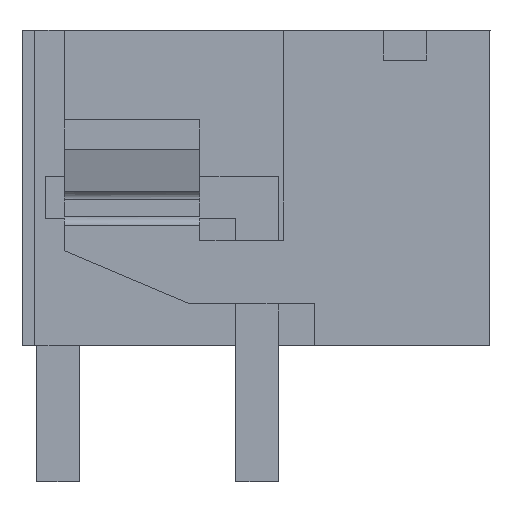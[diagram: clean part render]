
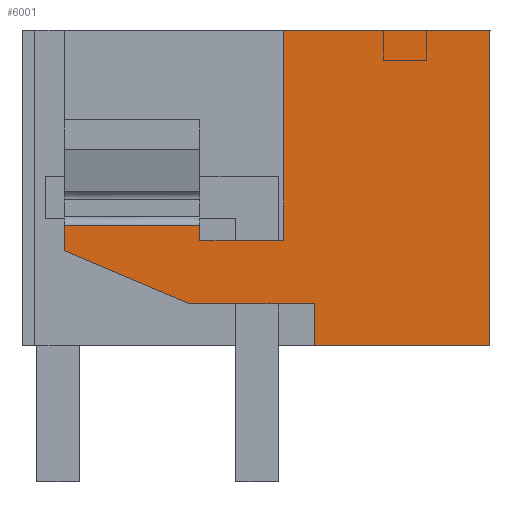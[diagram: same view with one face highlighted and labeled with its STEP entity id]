
A CAD part, left-side view. The second image highlights one B-rep face of the part: STEP entity #6001.
In plain terms, the highlighted planar face has unit normal (-1, 0, 0).
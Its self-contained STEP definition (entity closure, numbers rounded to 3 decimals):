
#5932=AXIS2_PLACEMENT_3D('Plane Axis2P3D',#5929,#5930,#5931) ;
#88=CARTESIAN_POINT('Vertex',(0.,0.,3.2)) ;
#93=CARTESIAN_POINT('Line Origine',(0.,2.075,3.2)) ;
#97=CARTESIAN_POINT('Vertex',(0.,4.15,3.2)) ;
#1992=CARTESIAN_POINT('Vertex',(0.,4.875,10.65)) ;
#1995=CARTESIAN_POINT('Line Origine',(0.,2.437,10.65)) ;
#1999=CARTESIAN_POINT('Vertex',(0.,0.,10.65)) ;
#5801=CARTESIAN_POINT('Line Origine',(0.,0.,6.925)) ;
#5929=CARTESIAN_POINT('Axis2P3D Location',(0.,11.05,0.)) ;
#5934=CARTESIAN_POINT('Line Origine',(0.,4.875,8.175)) ;
#5938=CARTESIAN_POINT('Vertex',(0.,4.875,5.7)) ;
#5941=CARTESIAN_POINT('Line Origine',(0.,5.863,5.7)) ;
#5945=CARTESIAN_POINT('Vertex',(0.,6.85,5.7)) ;
#5948=CARTESIAN_POINT('Line Origine',(0.,6.85,5.875)) ;
#5952=CARTESIAN_POINT('Vertex',(0.,6.85,6.05)) ;
#5955=CARTESIAN_POINT('Line Origine',(0.,8.45,6.05)) ;
#5959=CARTESIAN_POINT('Vertex',(0.,10.05,6.05)) ;
#5962=CARTESIAN_POINT('Line Origine',(0.,10.05,5.75)) ;
#5966=CARTESIAN_POINT('Vertex',(0.,10.05,5.45)) ;
#5969=CARTESIAN_POINT('Line Origine',(0.,8.571,4.823)) ;
#5973=CARTESIAN_POINT('Vertex',(0.,7.092,4.197)) ;
#5976=CARTESIAN_POINT('Line Origine',(0.,5.621,4.197)) ;
#5980=CARTESIAN_POINT('Vertex',(0.,4.15,4.197)) ;
#5983=CARTESIAN_POINT('Line Origine',(0.,4.15,3.698)) ;
#94=DIRECTION('Vector Direction',(0.,1.,0.)) ;
#1996=DIRECTION('Vector Direction',(0.,-1.,0.)) ;
#5802=DIRECTION('Vector Direction',(0.,0.,-1.)) ;
#5930=DIRECTION('Axis2P3D Direction',(-1.,0.,0.)) ;
#5931=DIRECTION('Axis2P3D XDirection',(0.,-1.,0.)) ;
#5935=DIRECTION('Vector Direction',(0.,0.,1.)) ;
#5942=DIRECTION('Vector Direction',(0.,1.,0.)) ;
#5949=DIRECTION('Vector Direction',(0.,0.,1.)) ;
#5956=DIRECTION('Vector Direction',(0.,-1.,0.)) ;
#5963=DIRECTION('Vector Direction',(0.,0.,-1.)) ;
#5970=DIRECTION('Vector Direction',(0.,0.921,0.39)) ;
#5977=DIRECTION('Vector Direction',(0.,-1.,0.)) ;
#5984=DIRECTION('Vector Direction',(0.,0.,-1.)) ;
#95=VECTOR('Line Direction',#94,1.) ;
#1997=VECTOR('Line Direction',#1996,1.) ;
#5803=VECTOR('Line Direction',#5802,1.) ;
#5936=VECTOR('Line Direction',#5935,1.) ;
#5943=VECTOR('Line Direction',#5942,1.) ;
#5950=VECTOR('Line Direction',#5949,1.) ;
#5957=VECTOR('Line Direction',#5956,1.) ;
#5964=VECTOR('Line Direction',#5963,1.) ;
#5971=VECTOR('Line Direction',#5970,1.) ;
#5978=VECTOR('Line Direction',#5977,1.) ;
#5985=VECTOR('Line Direction',#5984,1.) ;
#5989=ORIENTED_EDGE('',*,*,#99,.T.) ;
#5990=ORIENTED_EDGE('',*,*,#5805,.T.) ;
#5991=ORIENTED_EDGE('',*,*,#2001,.T.) ;
#5992=ORIENTED_EDGE('',*,*,#5940,.T.) ;
#5993=ORIENTED_EDGE('',*,*,#5947,.T.) ;
#5994=ORIENTED_EDGE('',*,*,#5954,.T.) ;
#5995=ORIENTED_EDGE('',*,*,#5961,.F.) ;
#5996=ORIENTED_EDGE('',*,*,#5968,.T.) ;
#5997=ORIENTED_EDGE('',*,*,#5975,.T.) ;
#5998=ORIENTED_EDGE('',*,*,#5982,.T.) ;
#5999=ORIENTED_EDGE('',*,*,#5987,.T.) ;
#6001=ADVANCED_FACE('HOUSING',(#6000),#5933,.T.) ;
#99=EDGE_CURVE('',#98,#89,#96,.F.) ;
#2001=EDGE_CURVE('',#2000,#1993,#1998,.F.) ;
#5805=EDGE_CURVE('',#89,#2000,#5804,.F.) ;
#5940=EDGE_CURVE('',#1993,#5939,#5937,.F.) ;
#5947=EDGE_CURVE('',#5939,#5946,#5944,.T.) ;
#5954=EDGE_CURVE('',#5946,#5953,#5951,.T.) ;
#5961=EDGE_CURVE('',#5960,#5953,#5958,.T.) ;
#5968=EDGE_CURVE('',#5960,#5967,#5965,.T.) ;
#5975=EDGE_CURVE('',#5967,#5974,#5972,.F.) ;
#5982=EDGE_CURVE('',#5974,#5981,#5979,.T.) ;
#5987=EDGE_CURVE('',#5981,#98,#5986,.T.) ;
#5988=EDGE_LOOP('',(#5989,#5990,#5991,#5992,#5993,#5994,#5995,#5996,#5997,#5998,#5999)) ;
#6000=FACE_OUTER_BOUND('',#5988,.T.) ;
#96=LINE('Line',#93,#95) ;
#1998=LINE('Line',#1995,#1997) ;
#5804=LINE('Line',#5801,#5803) ;
#5937=LINE('Line',#5934,#5936) ;
#5944=LINE('Line',#5941,#5943) ;
#5951=LINE('Line',#5948,#5950) ;
#5958=LINE('Line',#5955,#5957) ;
#5965=LINE('Line',#5962,#5964) ;
#5972=LINE('Line',#5969,#5971) ;
#5979=LINE('Line',#5976,#5978) ;
#5986=LINE('Line',#5983,#5985) ;
#5933=PLANE('',#5932) ;
#89=VERTEX_POINT('',#88) ;
#98=VERTEX_POINT('',#97) ;
#1993=VERTEX_POINT('',#1992) ;
#2000=VERTEX_POINT('',#1999) ;
#5939=VERTEX_POINT('',#5938) ;
#5946=VERTEX_POINT('',#5945) ;
#5953=VERTEX_POINT('',#5952) ;
#5960=VERTEX_POINT('',#5959) ;
#5967=VERTEX_POINT('',#5966) ;
#5974=VERTEX_POINT('',#5973) ;
#5981=VERTEX_POINT('',#5980) ;
